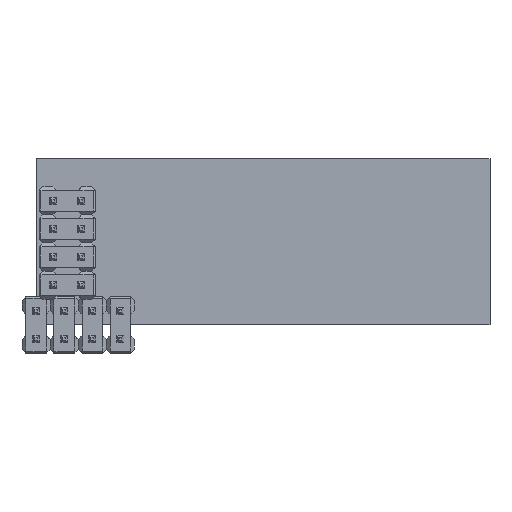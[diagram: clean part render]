
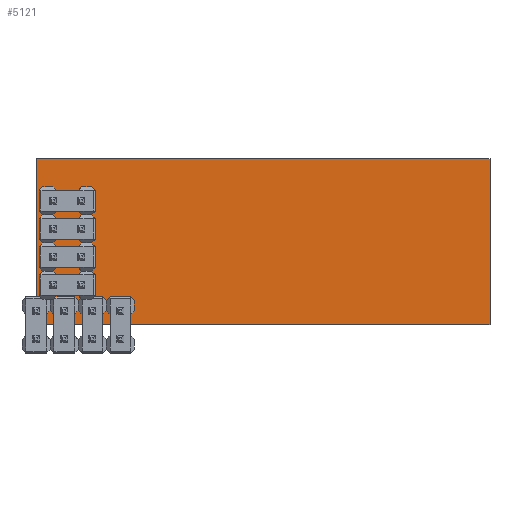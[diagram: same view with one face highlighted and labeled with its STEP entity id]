
A CAD part, top view. The second image highlights one B-rep face of the part: STEP entity #5121.
In plain terms, the highlighted planar face has unit normal (0, 0, 1).
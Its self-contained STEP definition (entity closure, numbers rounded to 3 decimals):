
#4992 = VERTEX_POINT('',#4993);
#4993 = CARTESIAN_POINT('',(0.,0.,1.6));
#5008 = VERTEX_POINT('',#5009);
#5009 = CARTESIAN_POINT('',(0.,15.,1.6));
#5015 = EDGE_CURVE('',#4992,#5008,#5016,.T.);
#5016 = LINE('',#5017,#5018);
#5017 = CARTESIAN_POINT('',(0.,0.,1.6));
#5018 = VECTOR('',#5019,1.);
#5019 = DIRECTION('',(0.,1.,0.));
#5032 = VERTEX_POINT('',#5033);
#5033 = CARTESIAN_POINT('',(41.,0.,1.6));
#5048 = VERTEX_POINT('',#5049);
#5049 = CARTESIAN_POINT('',(41.,15.,1.6));
#5055 = EDGE_CURVE('',#5032,#5048,#5056,.T.);
#5056 = LINE('',#5057,#5058);
#5057 = CARTESIAN_POINT('',(41.,0.,1.6));
#5058 = VECTOR('',#5059,1.);
#5059 = DIRECTION('',(0.,1.,0.));
#5076 = EDGE_CURVE('',#4992,#5032,#5077,.T.);
#5077 = LINE('',#5078,#5079);
#5078 = CARTESIAN_POINT('',(0.,0.,1.6));
#5079 = VECTOR('',#5080,1.);
#5080 = DIRECTION('',(1.,0.,0.));
#5098 = EDGE_CURVE('',#5008,#5048,#5099,.T.);
#5099 = LINE('',#5100,#5101);
#5100 = CARTESIAN_POINT('',(0.,15.,1.6));
#5101 = VECTOR('',#5102,1.);
#5102 = DIRECTION('',(1.,0.,0.));
#5121 = ADVANCED_FACE('',(#5122),#5128,.T.);
#5122 = FACE_BOUND('',#5123,.T.);
#5123 = EDGE_LOOP('',(#5124,#5125,#5126,#5127));
#5124 = ORIENTED_EDGE('',*,*,#5015,.F.);
#5125 = ORIENTED_EDGE('',*,*,#5076,.T.);
#5126 = ORIENTED_EDGE('',*,*,#5055,.T.);
#5127 = ORIENTED_EDGE('',*,*,#5098,.F.);
#5128 = PLANE('',#5129);
#5129 = AXIS2_PLACEMENT_3D('',#5130,#5131,#5132);
#5130 = CARTESIAN_POINT('',(0.,0.,1.6));
#5131 = DIRECTION('',(0.,0.,1.));
#5132 = DIRECTION('',(1.,0.,0.));
